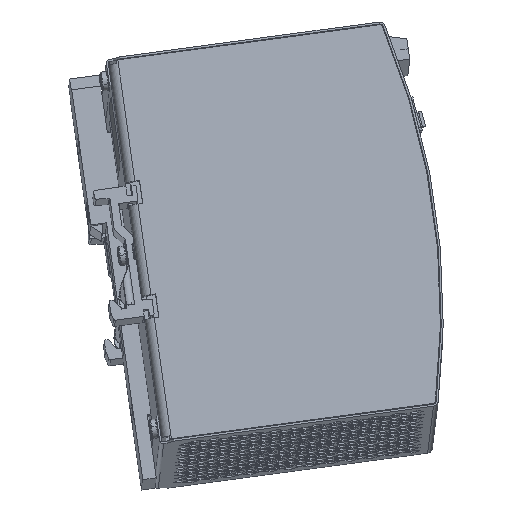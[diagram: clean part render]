
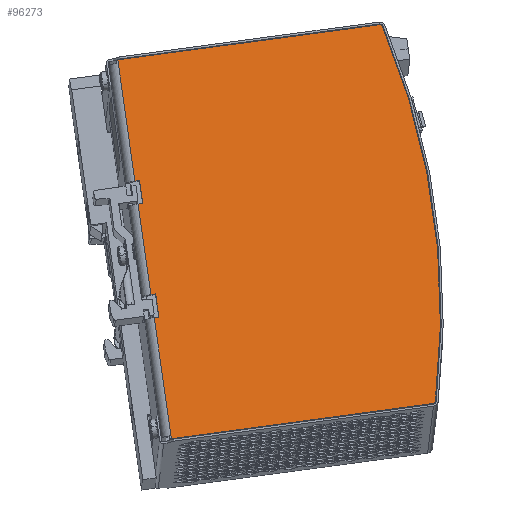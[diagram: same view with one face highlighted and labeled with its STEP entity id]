
A CAD part, front view. The second image highlights one B-rep face of the part: STEP entity #96273.
In plain terms, the highlighted planar face has unit normal (0.02, -0.986, 0.164).
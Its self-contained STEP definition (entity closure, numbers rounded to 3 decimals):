
#27674=DIRECTION('',(-0.138,0.159,0.978));
#27675=VECTOR('',#27674,39.05);
#27676=CARTESIAN_POINT('',(17.332,88.135,421.3));
#27677=LINE('',#27676,#27675);
#28260=DIRECTION('',(-0.138,0.159,0.978));
#28261=VECTOR('',#28260,39.05);
#28262=CARTESIAN_POINT('',(5.822,101.389,502.678));
#28263=LINE('',#28262,#28261);
#28367=DIRECTION('',(-0.138,0.159,0.978));
#28368=VECTOR('',#28367,29.2);
#28369=CARTESIAN_POINT('',(10.896,95.546,466.804));
#28370=LINE('',#28369,#28368);
#28527=DIRECTION('',(0.99,0.043,0.133));
#28528=VECTOR('',#28527,1.5);
#28529=CARTESIAN_POINT('',(5.822,101.389,502.678));
#28530=LINE('',#28529,#28528);
#28531=DIRECTION('',(-0.99,-0.043,-0.133));
#28532=VECTOR('',#28531,83.693);
#28533=CARTESIAN_POINT('',(83.295,111.164,551.992));
#28534=LINE('',#28533,#28532);
#28535=CARTESIAN_POINT('',(83.364,111.084,551.503));
#28536=DIRECTION('',(0.02,-0.986,0.164));
#28537=DIRECTION('',(0.496,0.152,0.855));
#28538=AXIS2_PLACEMENT_3D('',#28535,#28536,#28537);
#28540=CARTESIAN_POINT('',(83.364,111.084,551.503));
#28541=DIRECTION('',(0.02,-0.986,0.164));
#28542=DIRECTION('',(0.923,0.081,0.376));
#28543=AXIS2_PLACEMENT_3D('',#28540,#28541,#28542);
#28545=CARTESIAN_POINT('',(-137.67,91.58,
461.372));
#28546=DIRECTION('',(0.02,-0.986,0.164));
#28547=DIRECTION('',(0.993,0.001,-0.119));
#28548=AXIS2_PLACEMENT_3D('',#28545,#28546,#28547);
#28550=CARTESIAN_POINT('',(100.135,91.771,432.931));
#28551=DIRECTION('',(0.02,-0.986,0.164));
#28552=DIRECTION('',(0.714,-0.1,-0.692));
#28553=AXIS2_PLACEMENT_3D('',#28550,#28551,#28552);
#28555=CARTESIAN_POINT('',(100.135,91.771,432.931));
#28556=DIRECTION('',(0.02,-0.986,0.164));
#28557=DIRECTION('',(0.138,-0.159,-0.978));
#28558=AXIS2_PLACEMENT_3D('',#28555,#28556,#28557);
#28560=DIRECTION('',(0.99,0.043,0.133));
#28561=VECTOR('',#28560,83.693);
#28562=CARTESIAN_POINT('',(17.332,88.135,421.3));
#28563=LINE('',#28562,#28561);
#28564=DIRECTION('',(-0.99,-0.043,-0.133));
#28565=VECTOR('',#28564,1.5);
#28566=CARTESIAN_POINT('',(13.418,94.416,459.672));
#28567=LINE('',#28566,#28565);
#28568=DIRECTION('',(0.138,-0.159,-0.978));
#28569=VECTOR('',#28568,7.5);
#28570=CARTESIAN_POINT('',(12.381,95.61,467.003));
#28571=LINE('',#28570,#28569);
#28572=DIRECTION('',(0.99,0.043,0.133));
#28573=VECTOR('',#28572,1.5);
#28574=CARTESIAN_POINT('',(10.896,95.546,466.804));
#28575=LINE('',#28574,#28573);
#28576=DIRECTION('',(-0.99,-0.043,-0.133));
#28577=VECTOR('',#28576,1.5);
#28578=CARTESIAN_POINT('',(8.344,100.259,495.547));
#28579=LINE('',#28578,#28577);
#28580=DIRECTION('',(0.138,-0.159,-0.978));
#28581=VECTOR('',#28580,7.5);
#28582=CARTESIAN_POINT('',(7.307,101.453,502.878));
#28583=LINE('',#28582,#28581);
#55889=CARTESIAN_POINT('',(0.423,107.607,
540.85));
#55890=VERTEX_POINT('',#55889);
#55891=CARTESIAN_POINT('',(83.295,111.164,551.992));
#55892=VERTEX_POINT('',#55891);
#55905=CARTESIAN_POINT('',(17.332,88.135,421.3));
#55906=VERTEX_POINT('',#55905);
#55907=CARTESIAN_POINT('',(11.933,94.352,459.472));
#55908=VERTEX_POINT('',#55907);
#55915=CARTESIAN_POINT('',(100.204,91.692,432.442));
#55916=VERTEX_POINT('',#55915);
#55995=CARTESIAN_POINT('',(5.822,101.389,502.678));
#55997=VERTEX_POINT('',#55995);
#56003=CARTESIAN_POINT('',(7.307,101.453,502.878));
#56004=VERTEX_POINT('',#56003);
#56007=CARTESIAN_POINT('',(8.344,100.259,495.547));
#56008=VERTEX_POINT('',#56007);
#56009=CARTESIAN_POINT('',(6.859,100.195,495.347));
#56010=VERTEX_POINT('',#56009);
#56051=CARTESIAN_POINT('',(12.381,95.61,467.003));
#56052=VERTEX_POINT('',#56051);
#56053=CARTESIAN_POINT('',(10.896,95.546,466.804));
#56054=VERTEX_POINT('',#56053);
#56057=CARTESIAN_POINT('',(13.418,94.416,459.672));
#56058=VERTEX_POINT('',#56057);
#56073=CARTESIAN_POINT('',(100.492,91.721,432.585));
#56074=VERTEX_POINT('',#56073);
#56075=CARTESIAN_POINT('',(100.631,91.772,432.872));
#56076=VERTEX_POINT('',#56075);
#56077=CARTESIAN_POINT('',(83.826,111.125,551.692));
#56078=VERTEX_POINT('',#56077);
#56079=CARTESIAN_POINT('',(83.612,111.16,551.931));
#56080=VERTEX_POINT('',#56079);
#96241=CARTESIAN_POINT('',(108.429,92.045,433.548));
#96242=DIRECTION('',(0.02,-0.986,0.164));
#96243=DIRECTION('',(0.138,-0.159,-0.978));
#96244=AXIS2_PLACEMENT_3D('',#96241,#96242,#96243);
#96245=PLANE('',#96244);
#96246=ORIENTED_EDGE('',*,*,#95751,.F.);
#96247=ORIENTED_EDGE('',*,*,#95781,.T.);
#96249=ORIENTED_EDGE('',*,*,#96248,.F.);
#96251=ORIENTED_EDGE('',*,*,#96250,.F.);
#96253=ORIENTED_EDGE('',*,*,#96252,.F.);
#96255=ORIENTED_EDGE('',*,*,#96254,.F.);
#96257=ORIENTED_EDGE('',*,*,#96256,.F.);
#96259=ORIENTED_EDGE('',*,*,#96258,.F.);
#96261=ORIENTED_EDGE('',*,*,#96260,.F.);
#96262=ORIENTED_EDGE('',*,*,#94995,.T.);
#96263=ORIENTED_EDGE('',*,*,#95026,.F.);
#96265=ORIENTED_EDGE('',*,*,#96264,.F.);
#96266=ORIENTED_EDGE('',*,*,#96223,.F.);
#96267=ORIENTED_EDGE('',*,*,#95921,.T.);
#96268=ORIENTED_EDGE('',*,*,#95897,.F.);
#96270=ORIENTED_EDGE('',*,*,#96269,.F.);
#96271=EDGE_LOOP('',(#96246,#96247,#96249,#96251,#96253,#96255,#96257,#96259,
#96261,#96262,#96263,#96265,#96266,#96267,#96268,#96270));
#96272=FACE_OUTER_BOUND('',#96271,.F.);
#96273=ADVANCED_FACE('',(#96272),#96245,.T.);
#28539=CIRCLE('',#28538,0.5);
#28544=CIRCLE('',#28543,0.5);
#28549=CIRCLE('',#28548,240.);
#28554=CIRCLE('',#28553,0.5);
#28559=CIRCLE('',#28558,0.5);
#94995=EDGE_CURVE('',#55906,#55908,#27677,.T.);
#95026=EDGE_CURVE('',#56058,#55908,#28567,.T.);
#95751=EDGE_CURVE('',#55997,#56004,#28530,.T.);
#95781=EDGE_CURVE('',#55997,#55890,#28263,.T.);
#95897=EDGE_CURVE('',#56008,#56010,#28579,.T.);
#95921=EDGE_CURVE('',#56054,#56010,#28370,.T.);
#96223=EDGE_CURVE('',#56054,#56052,#28575,.T.);
#96248=EDGE_CURVE('',#55892,#55890,#28534,.T.);
#96250=EDGE_CURVE('',#56080,#55892,#28539,.T.);
#96252=EDGE_CURVE('',#56078,#56080,#28544,.T.);
#96254=EDGE_CURVE('',#56076,#56078,#28549,.T.);
#96256=EDGE_CURVE('',#56074,#56076,#28554,.T.);
#96258=EDGE_CURVE('',#55916,#56074,#28559,.T.);
#96260=EDGE_CURVE('',#55906,#55916,#28563,.T.);
#96264=EDGE_CURVE('',#56052,#56058,#28571,.T.);
#96269=EDGE_CURVE('',#56004,#56008,#28583,.T.);
